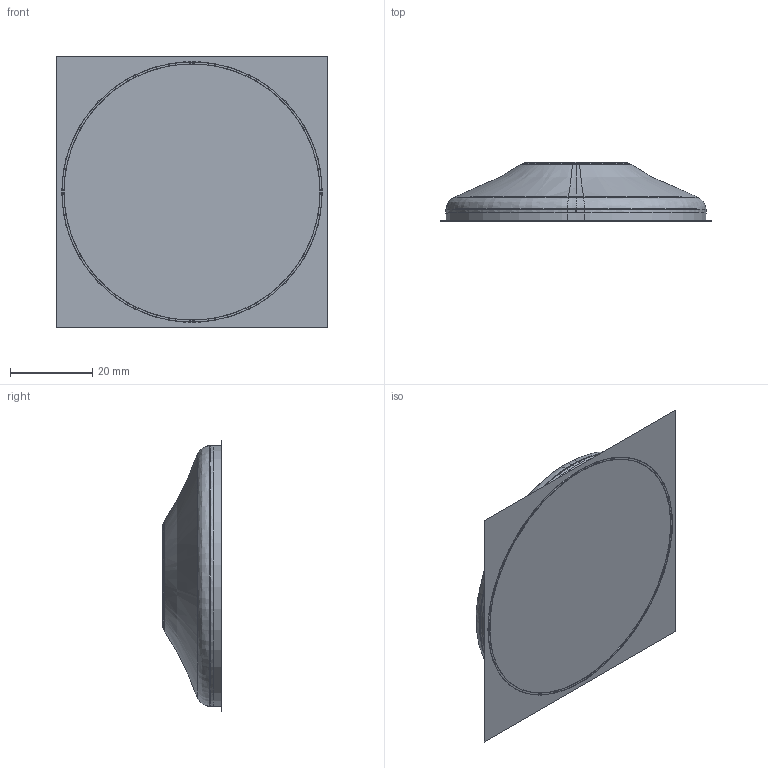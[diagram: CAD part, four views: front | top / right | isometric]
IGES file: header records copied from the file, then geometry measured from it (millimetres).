
Start section:  PTC IGES file: 441.igs
Global section: file name: 441.igs; native system: Creo Parametric by PTC Inc.; preprocessor: 2018500; author: NSantos; organization: Unknown; date: 20210616.110008; units: inch
Bounding box: 66.04 x 14.4 x 66.04 mm (x, y, z)
Surface area: 36960 mm2 (no closed solid volume)
Topology: 0 solids, 0 shells, 126 faces, 1800 edges, 2389 vertices
Faces by surface type: revolution 90, bspline 36
